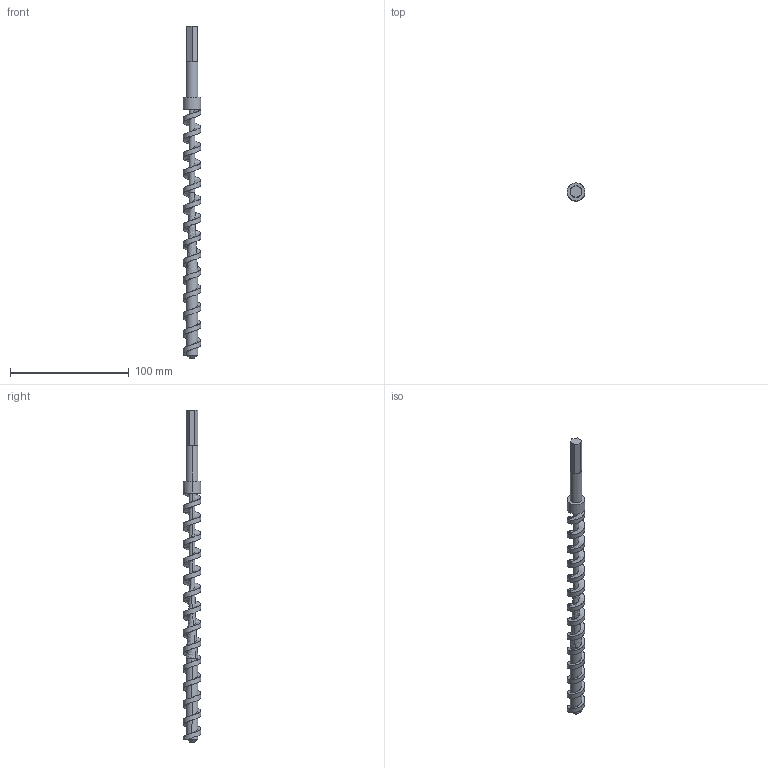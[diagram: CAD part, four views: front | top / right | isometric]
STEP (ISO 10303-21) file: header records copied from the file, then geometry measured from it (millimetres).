
FILE_DESCRIPTION (( 'STEP AP214' ), '1' );
FILE_NAME ('vis_sans_fin.STEP', '2017-05-21T10:16:52', ( '' ), ( '' ), 'SwSTEP 2.0', 'SolidWorks 2016', '' );
FILE_SCHEMA (( 'AUTOMOTIVE_DESIGN' ));
Length unit declared in the file: millimetre
Products named in the file (1): vis_sans_fin
Bounding box: 15 x 15 x 280 mm (x, y, z)
Volume: 22726.6 mm3; surface area: 12928.4 mm2
Topology: 1 solids, 1 shells, 60 faces, 156 edges, 97 vertices
Faces by surface type: cylinder 27, plane 17, bspline 14, cone 2
Entity records: 10540 total; most frequent: CARTESIAN_POINT 9263, ORIENTED_EDGE 312, DIRECTION 205, EDGE_CURVE 156, VERTEX_POINT 97, AXIS2_PLACEMENT_3D 80, EDGE_LOOP 61, FACE_OUTER_BOUND 60
